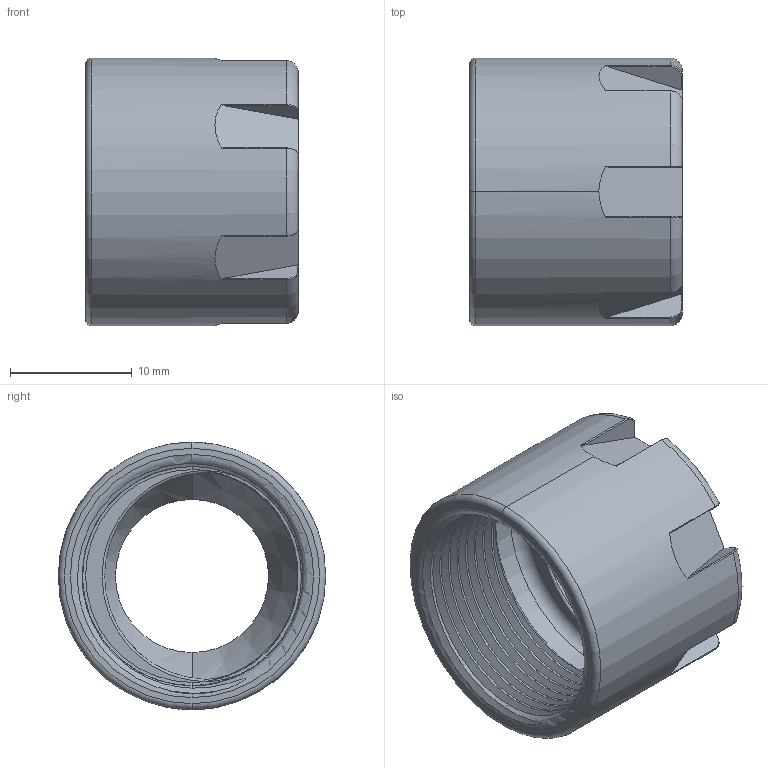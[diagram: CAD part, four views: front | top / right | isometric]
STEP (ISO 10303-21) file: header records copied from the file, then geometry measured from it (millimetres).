
FILE_DESCRIPTION (( 'STEP AP203' ), '1' );
FILE_NAME ('110.02.10.3.STEP', '2017-10-18T09:03:27', ( '' ), ( '' ), 'SwSTEP 2.0', 'SolidWorks 2012', '' );
FILE_SCHEMA (( 'CONFIG_CONTROL_DESIGN' ));
Length unit declared in the file: millimetre
Products named in the file (1): 110.02.10.3
Bounding box: 17.5 x 22 x 22 mm (x, y, z)
Volume: 2108.7 mm3; surface area: 3076.3 mm2
Topology: 1 solids, 1 shells, 119 faces, 305 edges, 186 vertices
Faces by surface type: plane 48, cylinder 24, bspline 22, torus 21, cone 4
Entity records: 6854 total; most frequent: CARTESIAN_POINT 4207, ORIENTED_EDGE 606, DIRECTION 453, EDGE_CURVE 303, VERTEX_POINT 186, AXIS2_PLACEMENT_3D 168, EDGE_LOOP 121, FACE_OUTER_BOUND 119
